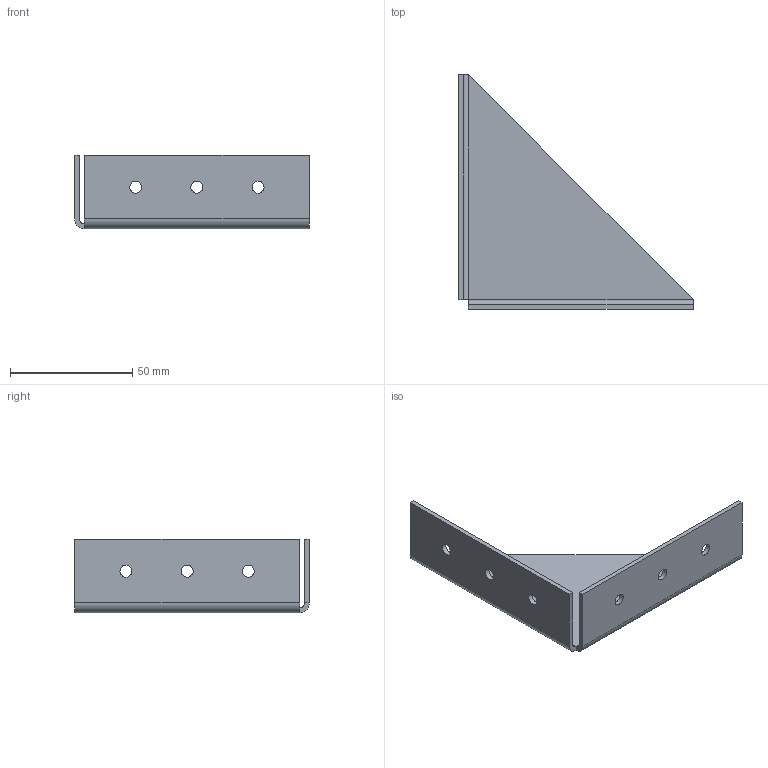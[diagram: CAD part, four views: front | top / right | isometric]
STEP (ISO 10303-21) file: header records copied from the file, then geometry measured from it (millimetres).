
FILE_DESCRIPTION(/* description */ (''),/* implementation_level */ '2;1');
FILE_NAME(/* name */ 'botte_skjort_feste.stp',/* time_stamp */ '2025-04-16T12:14:02+02:00',/* author */ ('saeth'),/* organization */ (''),/* preprocessor_version */ 'ST-DEVELOPER v20',/* originating_system */ 'Autodesk Inventor 2025',/* authorisation */ '');
FILE_SCHEMA (('AUTOMOTIVE_DESIGN { 1 0 10303 214 3 1 1 }'));
Length unit declared in the file: millimetre
Products named in the file (1): botte_skjort_feste
Bounding box: 96 x 96 x 30 mm (x, y, z)
Volume: 19539.9 mm3; surface area: 20598.5 mm2
Topology: 1 solids, 1 shells, 24 faces, 56 edges, 34 vertices
Faces by surface type: plane 14, cylinder 10
Full cylindrical faces by diameter (mm): 4.9 x6
Entity records: 747 total; most frequent: DIRECTION 126, CARTESIAN_POINT 115, ORIENTED_EDGE 112, EDGE_CURVE 56, AXIS2_PLACEMENT_3D 45, EDGE_LOOP 36, LINE 36, VECTOR 36
